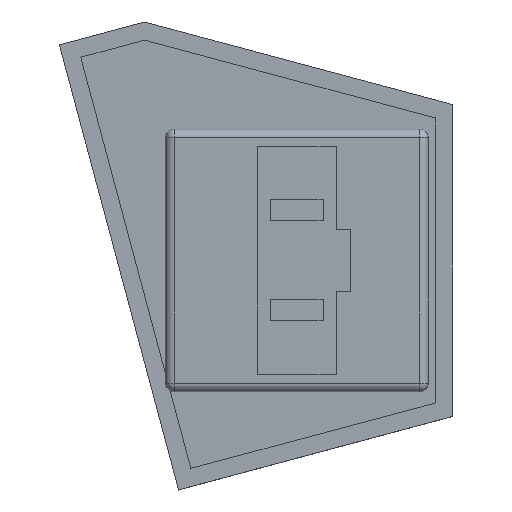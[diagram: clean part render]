
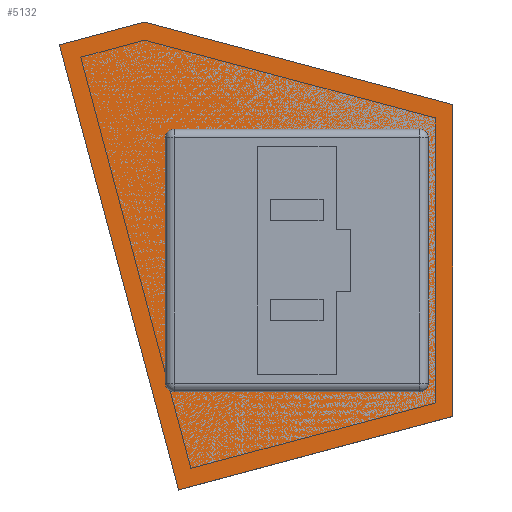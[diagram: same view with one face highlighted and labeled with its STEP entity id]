
A CAD part, top view. The second image highlights one B-rep face of the part: STEP entity #5132.
In plain terms, the highlighted planar face has unit normal (0, 0, 1).
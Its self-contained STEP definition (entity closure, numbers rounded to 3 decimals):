
#4741 = VERTEX_POINT('',#4742);
#4742 = CARTESIAN_POINT('',(8.9,-8.9,3.5));
#4749 = PLANE('',#4750);
#4750 = AXIS2_PLACEMENT_3D('',#4751,#4752,#4753);
#4751 = CARTESIAN_POINT('',(8.9,-8.9,0.));
#4752 = DIRECTION('',(0.259,-0.966,0.));
#4753 = DIRECTION('',(-0.966,-0.259,0.));
#4761 = PLANE('',#4762);
#4762 = AXIS2_PLACEMENT_3D('',#4763,#4764,#4765);
#4763 = CARTESIAN_POINT('',(8.9,8.9,0.));
#4764 = DIRECTION('',(1.,0.,-0.));
#4765 = DIRECTION('',(0.,-1.,0.));
#4773 = EDGE_CURVE('',#4741,#4774,#4776,.T.);
#4774 = VERTEX_POINT('',#4775);
#4775 = CARTESIAN_POINT('',(-6.748,-13.093,3.5));
#4776 = SURFACE_CURVE('',#4777,(#4781,#4788),.PCURVE_S1.);
#4777 = LINE('',#4778,#4779);
#4778 = CARTESIAN_POINT('',(8.9,-8.9,3.5));
#4779 = VECTOR('',#4780,1.);
#4780 = DIRECTION('',(-0.966,-0.259,0.));
#4781 = PCURVE('',#4749,#4782);
#4782 = DEFINITIONAL_REPRESENTATION('',(#4783),#4787);
#4783 = LINE('',#4784,#4785);
#4784 = CARTESIAN_POINT('',(0.,-3.5));
#4785 = VECTOR('',#4786,1.);
#4786 = DIRECTION('',(1.,0.));
#4787 = ( GEOMETRIC_REPRESENTATION_CONTEXT(2) 
PARAMETRIC_REPRESENTATION_CONTEXT() REPRESENTATION_CONTEXT('2D SPACE',''
  ) );
#4788 = PCURVE('',#4789,#4794);
#4789 = PLANE('',#4790);
#4790 = AXIS2_PLACEMENT_3D('',#4791,#4792,#4793);
#4791 = CARTESIAN_POINT('',(-1.737,0.978,3.5));
#4792 = DIRECTION('',(-0.,-0.,-1.));
#4793 = DIRECTION('',(-1.,0.,0.));
#4794 = DEFINITIONAL_REPRESENTATION('',(#4795),#4799);
#4795 = LINE('',#4796,#4797);
#4796 = CARTESIAN_POINT('',(-10.637,-9.878));
#4797 = VECTOR('',#4798,1.);
#4798 = DIRECTION('',(0.966,-0.259));
#4799 = ( GEOMETRIC_REPRESENTATION_CONTEXT(2) 
PARAMETRIC_REPRESENTATION_CONTEXT() REPRESENTATION_CONTEXT('2D SPACE',''
  ) );
#4817 = PLANE('',#4818);
#4818 = AXIS2_PLACEMENT_3D('',#4819,#4820,#4821);
#4819 = CARTESIAN_POINT('',(-6.748,-13.093,0.));
#4820 = DIRECTION('',(-0.966,-0.259,0.));
#4821 = DIRECTION('',(-0.259,0.966,0.));
#4859 = EDGE_CURVE('',#4774,#4860,#4862,.T.);
#4860 = VERTEX_POINT('',#4861);
#4861 = CARTESIAN_POINT('',(-13.553,12.305,3.5));
#4862 = SURFACE_CURVE('',#4863,(#4867,#4874),.PCURVE_S1.);
#4863 = LINE('',#4864,#4865);
#4864 = CARTESIAN_POINT('',(-6.748,-13.093,3.5));
#4865 = VECTOR('',#4866,1.);
#4866 = DIRECTION('',(-0.259,0.966,0.));
#4867 = PCURVE('',#4817,#4868);
#4868 = DEFINITIONAL_REPRESENTATION('',(#4869),#4873);
#4869 = LINE('',#4870,#4871);
#4870 = CARTESIAN_POINT('',(0.,-3.5));
#4871 = VECTOR('',#4872,1.);
#4872 = DIRECTION('',(1.,0.));
#4873 = ( GEOMETRIC_REPRESENTATION_CONTEXT(2) 
PARAMETRIC_REPRESENTATION_CONTEXT() REPRESENTATION_CONTEXT('2D SPACE',''
  ) );
#4874 = PCURVE('',#4789,#4875);
#4875 = DEFINITIONAL_REPRESENTATION('',(#4876),#4880);
#4876 = LINE('',#4877,#4878);
#4877 = CARTESIAN_POINT('',(5.011,-14.071));
#4878 = VECTOR('',#4879,1.);
#4879 = DIRECTION('',(0.259,0.966));
#4880 = ( GEOMETRIC_REPRESENTATION_CONTEXT(2) 
PARAMETRIC_REPRESENTATION_CONTEXT() REPRESENTATION_CONTEXT('2D SPACE',''
  ) );
#4898 = PLANE('',#4899);
#4899 = AXIS2_PLACEMENT_3D('',#4900,#4901,#4902);
#4900 = CARTESIAN_POINT('',(-13.553,12.305,0.));
#4901 = DIRECTION('',(-0.259,0.966,0.));
#4902 = DIRECTION('',(0.966,0.259,0.));
#4935 = EDGE_CURVE('',#4860,#4936,#4938,.T.);
#4936 = VERTEX_POINT('',#4937);
#4937 = CARTESIAN_POINT('',(-8.68,13.611,3.5));
#4938 = SURFACE_CURVE('',#4939,(#4943,#4950),.PCURVE_S1.);
#4939 = LINE('',#4940,#4941);
#4940 = CARTESIAN_POINT('',(-13.553,12.305,3.5));
#4941 = VECTOR('',#4942,1.);
#4942 = DIRECTION('',(0.966,0.259,0.));
#4943 = PCURVE('',#4898,#4944);
#4944 = DEFINITIONAL_REPRESENTATION('',(#4945),#4949);
#4945 = LINE('',#4946,#4947);
#4946 = CARTESIAN_POINT('',(0.,-3.5));
#4947 = VECTOR('',#4948,1.);
#4948 = DIRECTION('',(1.,0.));
#4949 = ( GEOMETRIC_REPRESENTATION_CONTEXT(2) 
PARAMETRIC_REPRESENTATION_CONTEXT() REPRESENTATION_CONTEXT('2D SPACE',''
  ) );
#4950 = PCURVE('',#4789,#4951);
#4951 = DEFINITIONAL_REPRESENTATION('',(#4952),#4956);
#4952 = LINE('',#4953,#4954);
#4953 = CARTESIAN_POINT('',(11.816,11.326));
#4954 = VECTOR('',#4955,1.);
#4955 = DIRECTION('',(-0.966,0.259));
#4956 = ( GEOMETRIC_REPRESENTATION_CONTEXT(2) 
PARAMETRIC_REPRESENTATION_CONTEXT() REPRESENTATION_CONTEXT('2D SPACE',''
  ) );
#4974 = PLANE('',#4975);
#4975 = AXIS2_PLACEMENT_3D('',#4976,#4977,#4978);
#4976 = CARTESIAN_POINT('',(-8.68,13.611,0.));
#4977 = DIRECTION('',(0.259,0.966,-0.));
#4978 = DIRECTION('',(0.966,-0.259,0.));
#5011 = EDGE_CURVE('',#4936,#5012,#5014,.T.);
#5012 = VERTEX_POINT('',#5013);
#5013 = CARTESIAN_POINT('',(8.9,8.9,3.5));
#5014 = SURFACE_CURVE('',#5015,(#5019,#5026),.PCURVE_S1.);
#5015 = LINE('',#5016,#5017);
#5016 = CARTESIAN_POINT('',(-8.68,13.611,3.5));
#5017 = VECTOR('',#5018,1.);
#5018 = DIRECTION('',(0.966,-0.259,0.));
#5019 = PCURVE('',#4974,#5020);
#5020 = DEFINITIONAL_REPRESENTATION('',(#5021),#5025);
#5021 = LINE('',#5022,#5023);
#5022 = CARTESIAN_POINT('',(0.,-3.5));
#5023 = VECTOR('',#5024,1.);
#5024 = DIRECTION('',(1.,0.));
#5025 = ( GEOMETRIC_REPRESENTATION_CONTEXT(2) 
PARAMETRIC_REPRESENTATION_CONTEXT() REPRESENTATION_CONTEXT('2D SPACE',''
  ) );
#5026 = PCURVE('',#4789,#5027);
#5027 = DEFINITIONAL_REPRESENTATION('',(#5028),#5032);
#5028 = LINE('',#5029,#5030);
#5029 = CARTESIAN_POINT('',(6.943,12.632));
#5030 = VECTOR('',#5031,1.);
#5031 = DIRECTION('',(-0.966,-0.259));
#5032 = ( GEOMETRIC_REPRESENTATION_CONTEXT(2) 
PARAMETRIC_REPRESENTATION_CONTEXT() REPRESENTATION_CONTEXT('2D SPACE',''
  ) );
#5082 = EDGE_CURVE('',#5012,#4741,#5083,.T.);
#5083 = SURFACE_CURVE('',#5084,(#5088,#5095),.PCURVE_S1.);
#5084 = LINE('',#5085,#5086);
#5085 = CARTESIAN_POINT('',(8.9,8.9,3.5));
#5086 = VECTOR('',#5087,1.);
#5087 = DIRECTION('',(0.,-1.,0.));
#5088 = PCURVE('',#4761,#5089);
#5089 = DEFINITIONAL_REPRESENTATION('',(#5090),#5094);
#5090 = LINE('',#5091,#5092);
#5091 = CARTESIAN_POINT('',(0.,-3.5));
#5092 = VECTOR('',#5093,1.);
#5093 = DIRECTION('',(1.,0.));
#5094 = ( GEOMETRIC_REPRESENTATION_CONTEXT(2) 
PARAMETRIC_REPRESENTATION_CONTEXT() REPRESENTATION_CONTEXT('2D SPACE',''
  ) );
#5095 = PCURVE('',#4789,#5096);
#5096 = DEFINITIONAL_REPRESENTATION('',(#5097),#5101);
#5097 = LINE('',#5098,#5099);
#5098 = CARTESIAN_POINT('',(-10.637,7.922));
#5099 = VECTOR('',#5100,1.);
#5100 = DIRECTION('',(0.,-1.));
#5101 = ( GEOMETRIC_REPRESENTATION_CONTEXT(2) 
PARAMETRIC_REPRESENTATION_CONTEXT() REPRESENTATION_CONTEXT('2D SPACE',''
  ) );
#5132 = ADVANCED_FACE('',(#5133),#4789,.F.);
#5133 = FACE_BOUND('',#5134,.F.);
#5134 = EDGE_LOOP('',(#5135,#5136,#5137,#5138,#5139));
#5135 = ORIENTED_EDGE('',*,*,#4773,.T.);
#5136 = ORIENTED_EDGE('',*,*,#4859,.T.);
#5137 = ORIENTED_EDGE('',*,*,#4935,.T.);
#5138 = ORIENTED_EDGE('',*,*,#5011,.T.);
#5139 = ORIENTED_EDGE('',*,*,#5082,.T.);
